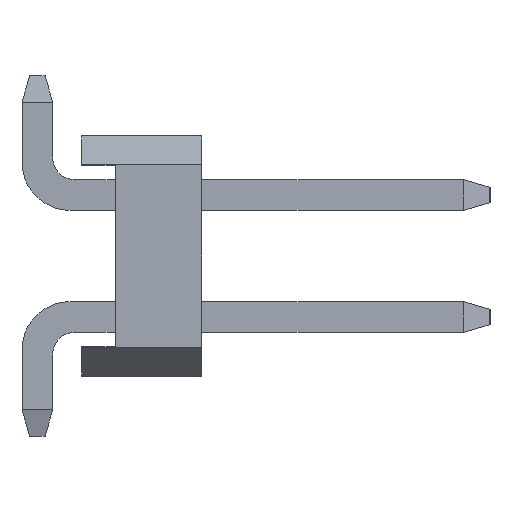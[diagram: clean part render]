
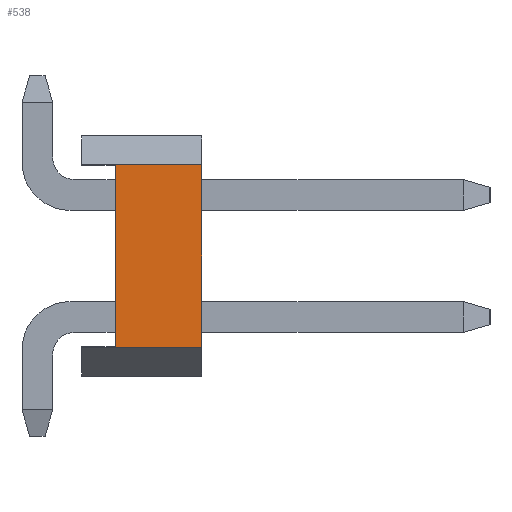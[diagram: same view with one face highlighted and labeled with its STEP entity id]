
A CAD part, left-side view. The second image highlights one B-rep face of the part: STEP entity #538.
In plain terms, the highlighted planar face has unit normal (-1, 0, 0).
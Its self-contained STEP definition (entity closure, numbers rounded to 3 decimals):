
#538=ADVANCED_FACE('',(#1085),#1086,.T.);
#1085=FACE_OUTER_BOUND('',#1626,.T.);
#1086=PLANE('',#1627);
#1626=EDGE_LOOP('',(#3201,#3202,#3203,#3204,#3205,#3206,#3207,#3208));
#1627=AXIS2_PLACEMENT_3D('',#3209,#3210,#3211);
#3201=ORIENTED_EDGE('',*,*,#3799,.T.);
#3202=ORIENTED_EDGE('',*,*,#3870,.F.);
#3203=ORIENTED_EDGE('',*,*,#3867,.T.);
#3204=ORIENTED_EDGE('',*,*,#3444,.T.);
#3205=ORIENTED_EDGE('',*,*,#3871,.F.);
#3206=ORIENTED_EDGE('',*,*,#3806,.F.);
#3207=ORIENTED_EDGE('',*,*,#3794,.T.);
#3208=ORIENTED_EDGE('',*,*,#3470,.T.);
#3209=CARTESIAN_POINT('',(-3.81,0.0,0.0));
#3210=DIRECTION('',(-1.0,-0.0,0.0));
#3211=DIRECTION('',(0.0,0.,-1.0));
#3444=EDGE_CURVE('',#4180,#4178,#4181,.T.);
#3470=EDGE_CURVE('',#4231,#4229,#4232,.T.);
#3794=EDGE_CURVE('',#4693,#4231,#4694,.T.);
#3799=EDGE_CURVE('',#4229,#4699,#4701,.T.);
#3806=EDGE_CURVE('',#4693,#4710,#4711,.T.);
#3867=EDGE_CURVE('',#4792,#4180,#4793,.T.);
#3870=EDGE_CURVE('',#4792,#4699,#4796,.T.);
#3871=EDGE_CURVE('',#4710,#4178,#4797,.T.);
#4178=VERTEX_POINT('',#5244);
#4180=VERTEX_POINT('',#5247);
#4181=LINE('',#5248,#5249);
#4229=VERTEX_POINT('',#5320);
#4231=VERTEX_POINT('',#5323);
#4232=LINE('',#5324,#5325);
#4693=VERTEX_POINT('',#5996);
#4694=LINE('',#5997,#5998);
#4699=VERTEX_POINT('',#6005);
#4701=LINE('',#6008,#6009);
#4710=VERTEX_POINT('',#6022);
#4711=LINE('',#6023,#6024);
#4792=VERTEX_POINT('',#6145);
#4793=LINE('',#6146,#6147);
#4796=LINE('',#6151,#6152);
#4797=LINE('',#6153,#6154);
#5244=CARTESIAN_POINT('',(-3.81,-2.5,1.9));
#5247=CARTESIAN_POINT('',(-3.81,-2.5,-1.9));
#5248=CARTESIAN_POINT('',(-3.81,-2.5,-1.9));
#5249=VECTOR('',#6325,1.0);
#5320=CARTESIAN_POINT('',(-3.81,-0.7,-1.89));
#5323=CARTESIAN_POINT('',(-3.81,-0.7,1.89));
#5324=CARTESIAN_POINT('',(-3.81,-0.7,0.));
#5325=VECTOR('',#6350,1.0);
#5996=CARTESIAN_POINT('',(-3.81,0.,1.89));
#5997=CARTESIAN_POINT('',(-3.81,0.075,1.89));
#5998=VECTOR('',#6609,1.0);
#6005=CARTESIAN_POINT('',(-3.81,0.,-1.89));
#6008=CARTESIAN_POINT('',(-3.81,0.075,-1.89));
#6009=VECTOR('',#6613,1.0);
#6022=CARTESIAN_POINT('',(-3.81,0.,1.9));
#6023=CARTESIAN_POINT('',(-3.81,0.,-1.9));
#6024=VECTOR('',#6618,1.0);
#6145=CARTESIAN_POINT('',(-3.81,0.,-1.9));
#6146=CARTESIAN_POINT('',(-3.81,0.,-1.9));
#6147=VECTOR('',#6659,1.0);
#6151=CARTESIAN_POINT('',(-3.81,0.,-1.9));
#6152=VECTOR('',#6661,1.0);
#6153=CARTESIAN_POINT('',(-3.81,0.,1.9));
#6154=VECTOR('',#6662,1.0);
#6325=DIRECTION('',(0.0,0.,1.0));
#6350=DIRECTION('',(0.0,0.,-1.0));
#6609=DIRECTION('',(0.0,-1.0,0.));
#6613=DIRECTION('',(0.0,1.0,0.));
#6618=DIRECTION('',(0.0,0.,1.0));
#6659=DIRECTION('',(0.0,-1.0,0.));
#6661=DIRECTION('',(0.0,0.,1.0));
#6662=DIRECTION('',(0.0,-1.0,0.));
